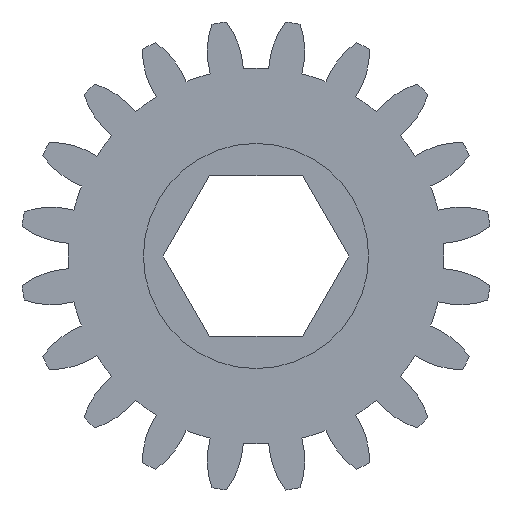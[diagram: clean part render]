
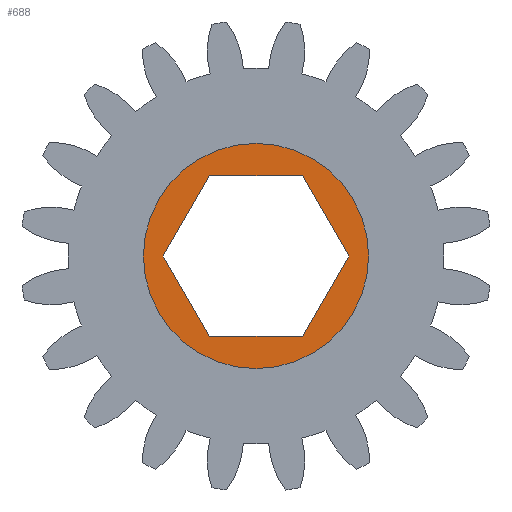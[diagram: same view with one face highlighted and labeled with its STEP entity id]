
A CAD part, left-side view. The second image highlights one B-rep face of the part: STEP entity #688.
In plain terms, the highlighted planar face has unit normal (-1, 0, 0).
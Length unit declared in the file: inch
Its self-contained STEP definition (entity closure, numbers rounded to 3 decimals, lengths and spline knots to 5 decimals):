
#40 = FACE_OUTER_BOUND ( 'NONE', #179, .T. ) ;
#126 = FACE_BOUND ( 'NONE', #739, .T. ) ;
#179 = EDGE_LOOP ( 'NONE', ( #3130, #3209 ) ) ;
#369 = DIRECTION ( 'NONE',  ( 0., 0., 1. ) ) ;
#476 = CARTESIAN_POINT ( 'NONE',  ( -0.0625, 0.10825, -0.1875 ) ) ;
#579 = AXIS2_PLACEMENT_3D ( 'NONE', #3269, #3259, #3254 ) ;
#602 = AXIS2_PLACEMENT_3D ( 'NONE', #1427, #1134, #1411 ) ;
#688 = ADVANCED_FACE ( 'NONE', ( #126, #40 ), #2760, .T. ) ;
#739 = EDGE_LOOP ( 'NONE', ( #3145, #3245, #3125, #3253, #3115, #3179 ) ) ;
#971 = DIRECTION ( 'NONE',  ( 0., 0.5, -0.866 ) ) ;
#1021 = VERTEX_POINT ( 'NONE', #476 ) ;
#1041 = CARTESIAN_POINT ( 'NONE',  ( -0.0625, 0.10825, -0.1875 ) ) ;
#1059 = DIRECTION ( 'NONE',  ( 0., 0.5, 0.866 ) ) ;
#1134 = DIRECTION ( 'NONE',  ( -1., 0., 0. ) ) ;
#1145 = VERTEX_POINT ( 'NONE', #1729 ) ;
#1177 = VERTEX_POINT ( 'NONE', #1582 ) ;
#1192 = CARTESIAN_POINT ( 'NONE',  ( -0.0625, -0.10825, -0.1875 ) ) ;
#1218 = CARTESIAN_POINT ( 'NONE',  ( -0.0625, -0.21651, 0. ) ) ;
#1225 = DIRECTION ( 'NONE',  ( 0., -0.5, 0.866 ) ) ;
#1262 = CARTESIAN_POINT ( 'NONE',  ( -0.0625, -0.10825, 0.1875 ) ) ;
#1273 = DIRECTION ( 'NONE',  ( 0., 1., 0. ) ) ;
#1402 = CARTESIAN_POINT ( 'NONE',  ( -0.0625, -0.10825, -0.1875 ) ) ;
#1404 = EDGE_CURVE ( 'NONE', #1747, #1145, #2845, .T. ) ;
#1407 = EDGE_CURVE ( 'NONE', #3309, #1177, #2790, .T. ) ;
#1411 = DIRECTION ( 'NONE',  ( 0., 0., 1. ) ) ;
#1423 = EDGE_CURVE ( 'NONE', #3409, #3309, #2764, .T. ) ;
#1427 = CARTESIAN_POINT ( 'NONE',  ( -0.0625, 0., 0. ) ) ;
#1430 = EDGE_CURVE ( 'NONE', #3106, #3409, #2726, .T. ) ;
#1444 = EDGE_CURVE ( 'NONE', #2476, #3106, #2729, .T. ) ;
#1445 = DIRECTION ( 'NONE',  ( 0., -1., 0. ) ) ;
#1449 = DIRECTION ( 'NONE',  ( 0., -0.5, -0.866 ) ) ;
#1451 = EDGE_CURVE ( 'NONE', #1021, #2476, #2735, .T. ) ;
#1458 = EDGE_CURVE ( 'NONE', #1177, #1021, #2712, .T. ) ;
#1485 = EDGE_CURVE ( 'NONE', #1145, #1747, #2672, .T. ) ;
#1582 = CARTESIAN_POINT ( 'NONE',  ( -0.0625, 0.21651, 0. ) ) ;
#1672 = CARTESIAN_POINT ( 'NONE',  ( -0.0625, 0.21651, 0. ) ) ;
#1729 = CARTESIAN_POINT ( 'NONE',  ( -0.0625, 0., 0.2625 ) ) ;
#1747 = VERTEX_POINT ( 'NONE', #2075 ) ;
#1963 = AXIS2_PLACEMENT_3D ( 'NONE', #2582, #2560, #369 ) ;
#1995 = CARTESIAN_POINT ( 'NONE',  ( -0.0625, 0.10825, 0.1875 ) ) ;
#2075 = CARTESIAN_POINT ( 'NONE',  ( -0.0625, 0., -0.2625 ) ) ;
#2476 = VERTEX_POINT ( 'NONE', #1402 ) ;
#2560 = DIRECTION ( 'NONE',  ( -1., 0., 0. ) ) ;
#2582 = CARTESIAN_POINT ( 'NONE',  ( -0.0625, 0., 0. ) ) ;
#2634 = CARTESIAN_POINT ( 'NONE',  ( -0.0625, -0.10825, 0.1875 ) ) ;
#2672 = CIRCLE ( 'NONE', #579, 0.2625 ) ;
#2696 = VECTOR ( 'NONE', #1449, 39.37008 ) ;
#2704 = VECTOR ( 'NONE', #1445, 39.37008 ) ;
#2712 = LINE ( 'NONE', #1672, #2696 ) ;
#2717 = VECTOR ( 'NONE', #1225, 39.37008 ) ;
#2726 = LINE ( 'NONE', #1218, #2748 ) ;
#2729 = LINE ( 'NONE', #1192, #2717 ) ;
#2734 = CARTESIAN_POINT ( 'NONE',  ( -0.0625, -0.21651, 0. ) ) ;
#2735 = LINE ( 'NONE', #1041, #2704 ) ;
#2748 = VECTOR ( 'NONE', #1059, 39.37008 ) ;
#2760 = PLANE ( 'NONE',  #1963 ) ;
#2764 = LINE ( 'NONE', #1262, #2804 ) ;
#2786 = VECTOR ( 'NONE', #971, 39.37008 ) ;
#2790 = LINE ( 'NONE', #1995, #2786 ) ;
#2804 = VECTOR ( 'NONE', #1273, 39.37008 ) ;
#2845 = CIRCLE ( 'NONE', #602, 0.2625 ) ;
#3106 = VERTEX_POINT ( 'NONE', #2734 ) ;
#3115 = ORIENTED_EDGE ( 'NONE', *, *, #1451, .F. ) ;
#3125 = ORIENTED_EDGE ( 'NONE', *, *, #1430, .F. ) ;
#3130 = ORIENTED_EDGE ( 'NONE', *, *, #1404, .T. ) ;
#3145 = ORIENTED_EDGE ( 'NONE', *, *, #1407, .F. ) ;
#3179 = ORIENTED_EDGE ( 'NONE', *, *, #1458, .F. ) ;
#3209 = ORIENTED_EDGE ( 'NONE', *, *, #1485, .T. ) ;
#3225 = CARTESIAN_POINT ( 'NONE',  ( -0.0625, 0.10825, 0.1875 ) ) ;
#3245 = ORIENTED_EDGE ( 'NONE', *, *, #1423, .F. ) ;
#3253 = ORIENTED_EDGE ( 'NONE', *, *, #1444, .F. ) ;
#3254 = DIRECTION ( 'NONE',  ( 0., 0., 1. ) ) ;
#3259 = DIRECTION ( 'NONE',  ( -1., 0., 0. ) ) ;
#3269 = CARTESIAN_POINT ( 'NONE',  ( -0.0625, 0., 0. ) ) ;
#3309 = VERTEX_POINT ( 'NONE', #3225 ) ;
#3409 = VERTEX_POINT ( 'NONE', #2634 ) ;
